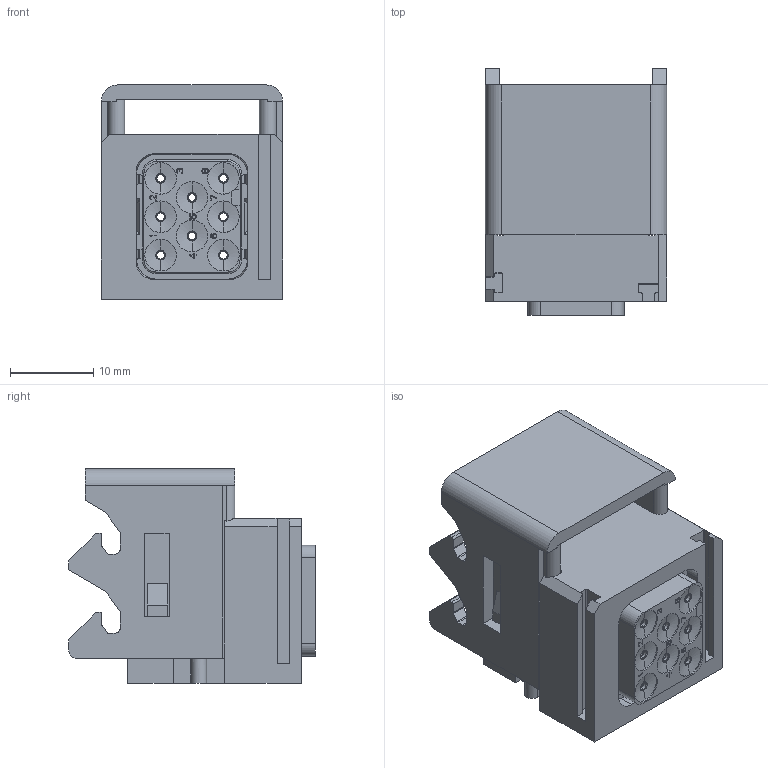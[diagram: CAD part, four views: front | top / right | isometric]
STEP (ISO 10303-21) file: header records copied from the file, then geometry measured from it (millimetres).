
FILE_DESCRIPTION((''),'2;1');
FILE_NAME('35599138000','2020-02-19T',('presta_be4'),(''),'CREO PARAMETRIC BY PTC INC, 2018360','CREO PARAMETRIC BY PTC INC, 2018360','');
FILE_SCHEMA(('CONFIG_CONTROL_DESIGN'));
Products named in the file (1): 35599138000
Bounding box: 21.8 x 29.69 x 25.75 mm (x, y, z)
Volume: 7508.3 mm3; surface area: 10187.2 mm2
Topology: 1 solids, 1 shells, 2419 faces, 6056 edges, 3708 vertices
Faces by surface type: plane 1059, cylinder 422, bspline 332, torus 320, cone 222, sphere 64
Entity records: 116262 total; most frequent: CARTESIAN_POINT 61122, ORIENTED_EDGE 12112, DIRECTION 10667, EDGE_CURVE 6056, AXIS2_PLACEMENT_3D 3746, VERTEX_POINT 3708, VECTOR 3175, LINE 3175
